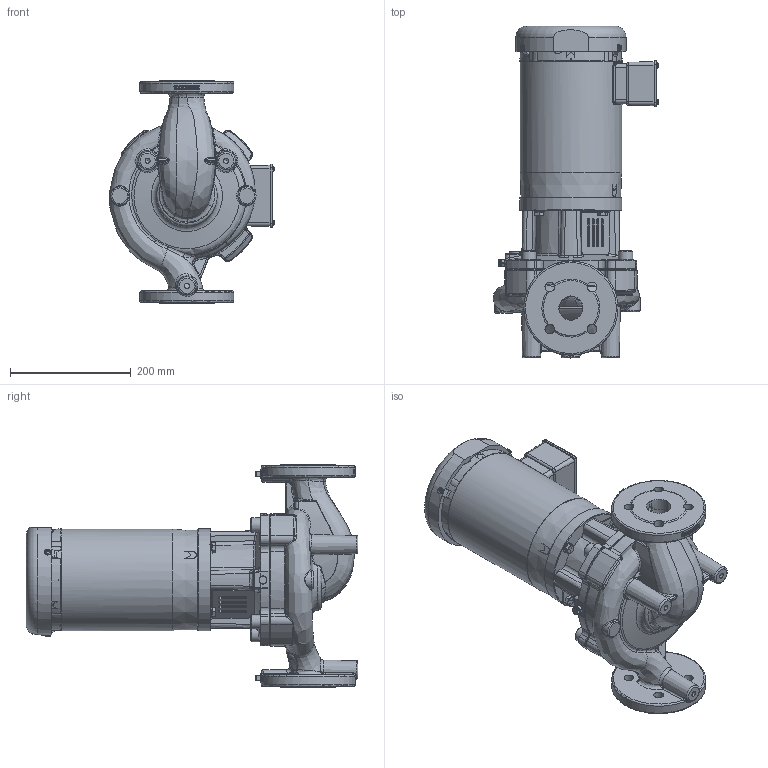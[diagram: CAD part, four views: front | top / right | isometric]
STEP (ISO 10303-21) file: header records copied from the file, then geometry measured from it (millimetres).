
FILE_DESCRIPTION(/* description */ (''),/* implementation_level */ '2;1');
FILE_NAME(/* name */ '2760720 - PUMP IL1.5-45_110-4-S1E 460V_3_60 TEFC_Shrinkwrap_1.stp',/* time_stamp */ '2022-03-22T09:37:30-05:00',/* author */ ('faliszekte'),/* organization */ (''),/* preprocessor_version */ 'ST-DEVELOPER v18.1',/* originating_system */ 'Autodesk Inventor 2021',/* authorisation */ '');
FILE_SCHEMA (('AUTOMOTIVE_DESIGN { 1 0 10303 214 3 1 1 }'));
Length unit declared in the file: inch
Products named in the file (1): 2760720 - PUMP IL1.5-45_110-4-S1E 460V_3_60 TEFC_Shrinkwrap_1
Bounding box: 273.56 x 548.99 x 368.3 mm (x, y, z)
Surface area: 732762.2 mm2 (no closed solid volume)
Topology: 0 solids, 32 shells, 2045 faces, 5969 edges, 3850 vertices
Faces by surface type: plane 672, bspline 615, cylinder 434, cone 200, sphere 69, torus 55
Full cylindrical faces by diameter (mm): 3.768 x1, 8.141 x10, 8.38 x3, 8.6 x2, 8.839 x4, 9 x9, 9.525 x80, 10.516 x3, 11.1 x2, 13.495 x2, 15.869 x1, 16 x8, 23.812 x4, 27 x1, 33.05 x1, 110 x1, 155.45 x2, 167.945 x2, 169 x1
Entity records: 144935 total; most frequent: CARTESIAN_POINT 94382, ORIENTED_EDGE 10825, DIRECTION 8740, EDGE_CURVE 5921, VERTEX_POINT 3850, AXIS2_PLACEMENT_3D 3321, EDGE_LOOP 2174, LINE 2098
